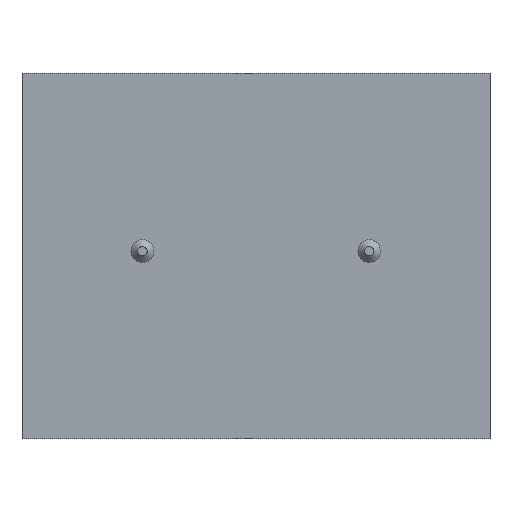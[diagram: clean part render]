
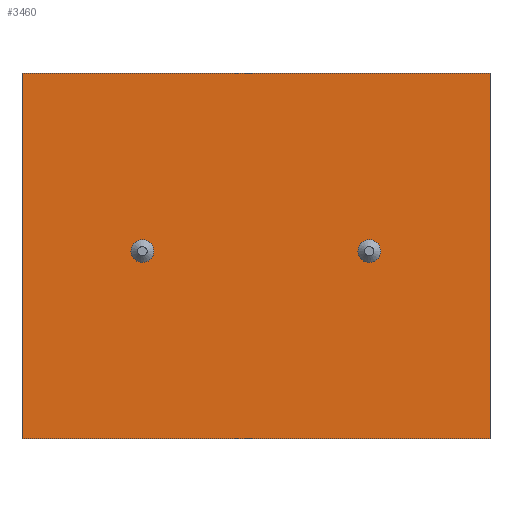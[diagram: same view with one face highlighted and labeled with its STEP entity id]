
A CAD part, front view. The second image highlights one B-rep face of the part: STEP entity #3460.
In plain terms, the highlighted planar face has unit normal (0, -1, 0).
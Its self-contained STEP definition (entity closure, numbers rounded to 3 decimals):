
#108=PLANE('',#3714);
#321=FACE_OUTER_BOUND('',#524,.T.);
#524=EDGE_LOOP('',(#2648,#2649,#2650,#2651));
#907=LINE('',#6982,#1226);
#918=LINE('',#7004,#1237);
#919=LINE('',#7005,#1238);
#920=LINE('',#7006,#1239);
#1226=VECTOR('',#4209,10.);
#1237=VECTOR('',#4228,10.);
#1238=VECTOR('',#4229,10.);
#1239=VECTOR('',#4230,10.);
#1568=VERTEX_POINT('',#6980);
#1569=VERTEX_POINT('',#6981);
#1575=VERTEX_POINT('',#7002);
#1576=VERTEX_POINT('',#7003);
#1962=EDGE_CURVE('',#1568,#1569,#907,.T.);
#1973=EDGE_CURVE('',#1575,#1576,#918,.T.);
#1974=EDGE_CURVE('',#1575,#1568,#919,.T.);
#1975=EDGE_CURVE('',#1576,#1569,#920,.T.);
#2648=ORIENTED_EDGE('',*,*,#1973,.F.);
#2649=ORIENTED_EDGE('',*,*,#1974,.T.);
#2650=ORIENTED_EDGE('',*,*,#1962,.T.);
#2651=ORIENTED_EDGE('',*,*,#1975,.F.);
#3460=ADVANCED_FACE('',(#321),#108,.T.);
#3714=AXIS2_PLACEMENT_3D('',#7001,#4226,#4227);
#4209=DIRECTION('',(1.,0.,0.));
#4226=DIRECTION('center_axis',(0.,-1.,0.));
#4227=DIRECTION('ref_axis',(0.,0.,-1.));
#4228=DIRECTION('',(1.,0.,0.));
#4229=DIRECTION('',(0.,0.,-1.));
#4230=DIRECTION('',(0.,0.,-1.));
#6980=CARTESIAN_POINT('',(0.,0.,-16.));
#6981=CARTESIAN_POINT('',(20.5,0.,-16.));
#6982=CARTESIAN_POINT('',(0.,0.,-16.));
#7001=CARTESIAN_POINT('Origin',(0.,0.,0.));
#7002=CARTESIAN_POINT('',(0.,0.,0.));
#7003=CARTESIAN_POINT('',(20.5,0.,0.));
#7004=CARTESIAN_POINT('',(0.,0.,0.));
#7005=CARTESIAN_POINT('',(0.,0.,0.));
#7006=CARTESIAN_POINT('',(20.5,0.,0.));
